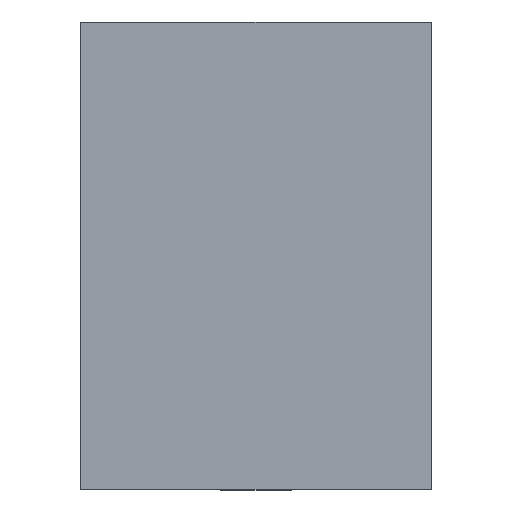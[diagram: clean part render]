
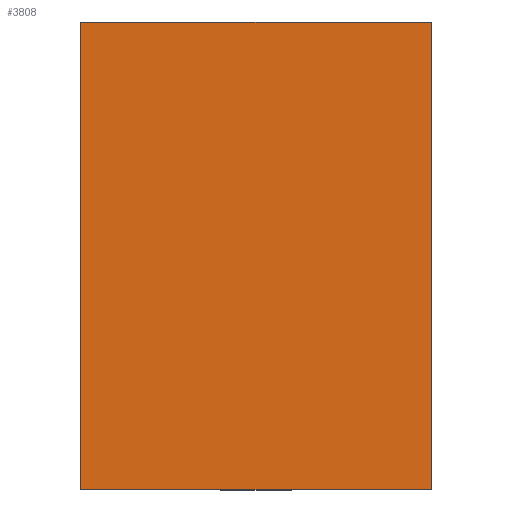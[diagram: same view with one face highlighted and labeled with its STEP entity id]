
A CAD part, top view. The second image highlights one B-rep face of the part: STEP entity #3808.
In plain terms, the highlighted face is planar.
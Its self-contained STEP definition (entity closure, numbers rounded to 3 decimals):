
#2952=DIRECTION('',(1.,0.,0.));
#2953=VECTOR('',#2952,1.5);
#2954=CARTESIAN_POINT('',(-0.75,0.375,1.));
#2955=LINE('',#2954,#2953);
#2959=DIRECTION('',(0.,0.,1.));
#2960=VECTOR('',#2959,2.);
#2961=CARTESIAN_POINT('',(-0.75,0.375,-1.));
#2962=LINE('',#2961,#2960);
#2966=DIRECTION('',(-1.,0.,0.));
#2967=VECTOR('',#2966,1.5);
#2968=CARTESIAN_POINT('',(0.75,0.375,-1.));
#2969=LINE('',#2968,#2967);
#2973=DIRECTION('',(0.,0.,-1.));
#2974=VECTOR('',#2973,2.);
#2975=CARTESIAN_POINT('',(0.75,0.375,1.));
#2976=LINE('',#2975,#2974);
#3148=CARTESIAN_POINT('',(-0.75,0.375,1.));
#3149=CARTESIAN_POINT('',(0.75,0.375,1.));
#3150=VERTEX_POINT('',#3148);
#3151=VERTEX_POINT('',#3149);
#3152=CARTESIAN_POINT('',(0.75,0.375,-1.));
#3153=VERTEX_POINT('',#3152);
#3154=CARTESIAN_POINT('',(-0.75,0.375,-1.));
#3155=VERTEX_POINT('',#3154);
#3797=CARTESIAN_POINT('',(0.,0.375,0.));
#3798=DIRECTION('',(0.,1.,0.));
#3799=DIRECTION('',(1.,0.,0.));
#3800=AXIS2_PLACEMENT_3D('',#3797,#3798,#3799);
#3801=PLANE('',#3800);
#3802=ORIENTED_EDGE('',*,*,#3664,.F.);
#3803=ORIENTED_EDGE('',*,*,#3501,.F.);
#3804=ORIENTED_EDGE('',*,*,#3752,.F.);
#3805=ORIENTED_EDGE('',*,*,#3583,.F.);
#3806=EDGE_LOOP('',(#3802,#3803,#3804,#3805));
#3807=FACE_OUTER_BOUND('',#3806,.F.);
#3501=EDGE_CURVE('',#3155,#3150,#2962,.T.);
#3583=EDGE_CURVE('',#3151,#3153,#2976,.T.);
#3664=EDGE_CURVE('',#3150,#3151,#2955,.T.);
#3752=EDGE_CURVE('',#3153,#3155,#2969,.T.);
#3808=ADVANCED_FACE('',(#3807),#3801,.T.);
